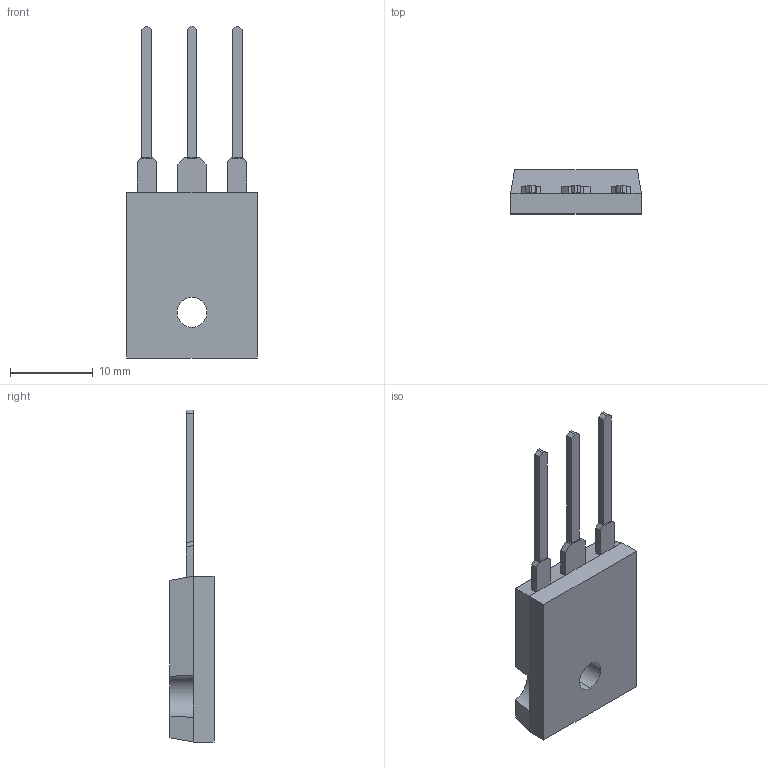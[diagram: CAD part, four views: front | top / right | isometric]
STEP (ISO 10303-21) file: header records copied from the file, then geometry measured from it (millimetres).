
FILE_DESCRIPTION (( 'STEP AP214' ), '1' );
FILE_NAME ('TO-247AD.STEP', '2019-06-24T15:48:48', ( '' ), ( '' ), 'SwSTEP 2.0', 'SolidWorks 2018', '' );
FILE_SCHEMA (( 'AUTOMOTIVE_DESIGN' ));
Length unit declared in the file: millimetre
Products named in the file (1): TO-247AD
Bounding box: 15.8 x 5.31 x 40.05 mm (x, y, z)
Volume: 1595.6 mm3; surface area: 1322.5 mm2
Topology: 4 solids, 4 shells, 68 faces, 163 edges, 104 vertices
Faces by surface type: plane 64, cylinder 4
Entity records: 2593 total; most frequent: CARTESIAN_POINT 348, ORIENTED_EDGE 326, DIRECTION 305, EDGE_CURVE 163, LINE 151, VECTOR 151, VERTEX_POINT 104, AXIS2_PLACEMENT_3D 77
